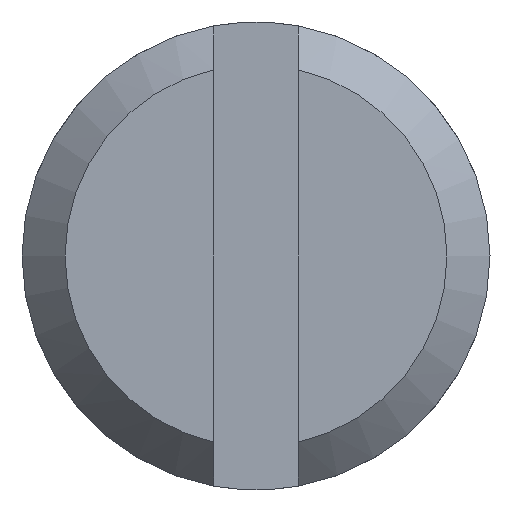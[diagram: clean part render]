
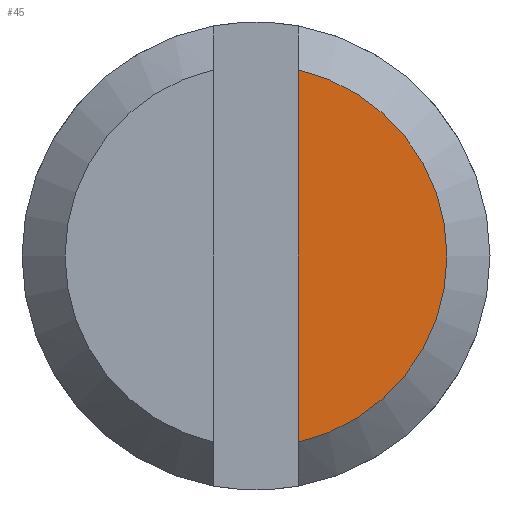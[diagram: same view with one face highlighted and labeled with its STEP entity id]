
A CAD part, left-side view. The second image highlights one B-rep face of the part: STEP entity #45.
In plain terms, the highlighted planar face has unit normal (-1, 0, 0).
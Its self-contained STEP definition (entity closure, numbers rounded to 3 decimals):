
#45 = ADVANCED_FACE( '', ( #95 ), #96, .F. );
#95 = FACE_OUTER_BOUND( '', #147, .T. );
#96 = PLANE( '', #148 );
#147 = EDGE_LOOP( '', ( #213, #214 ) );
#148 = AXIS2_PLACEMENT_3D( '', #215, #216, #217 );
#213 = ORIENTED_EDGE( '', *, *, #297, .F. );
#214 = ORIENTED_EDGE( '', *, *, #298, .F. );
#215 = CARTESIAN_POINT( '', ( 0., 0., 0. ) );
#216 = DIRECTION( '', ( 1., 0., 0. ) );
#217 = DIRECTION( '', ( 0., 1., 0. ) );
#297 = EDGE_CURVE( '', #348, #349, #350, .T. );
#298 = EDGE_CURVE( '', #349, #348, #351, .T. );
#348 = VERTEX_POINT( '', #413 );
#349 = VERTEX_POINT( '', #414 );
#350 = CIRCLE( '', #415, 4.08 );
#351 = LINE( '', #416, #417 );
#413 = CARTESIAN_POINT( '', ( 0., -0.9, 3.979 ) );
#414 = CARTESIAN_POINT( '', ( 0., -0.9, -3.979 ) );
#415 = AXIS2_PLACEMENT_3D( '', #469, #470, #471 );
#416 = CARTESIAN_POINT( '', ( 0., -0.9, -10.5 ) );
#417 = VECTOR( '', #472, 1000. );
#469 = CARTESIAN_POINT( '', ( 0., 0., 0. ) );
#470 = DIRECTION( '', ( 1., 0., 0. ) );
#471 = DIRECTION( '', ( 0., 1., 0. ) );
#472 = DIRECTION( '', ( 0., 0., 1. ) );
